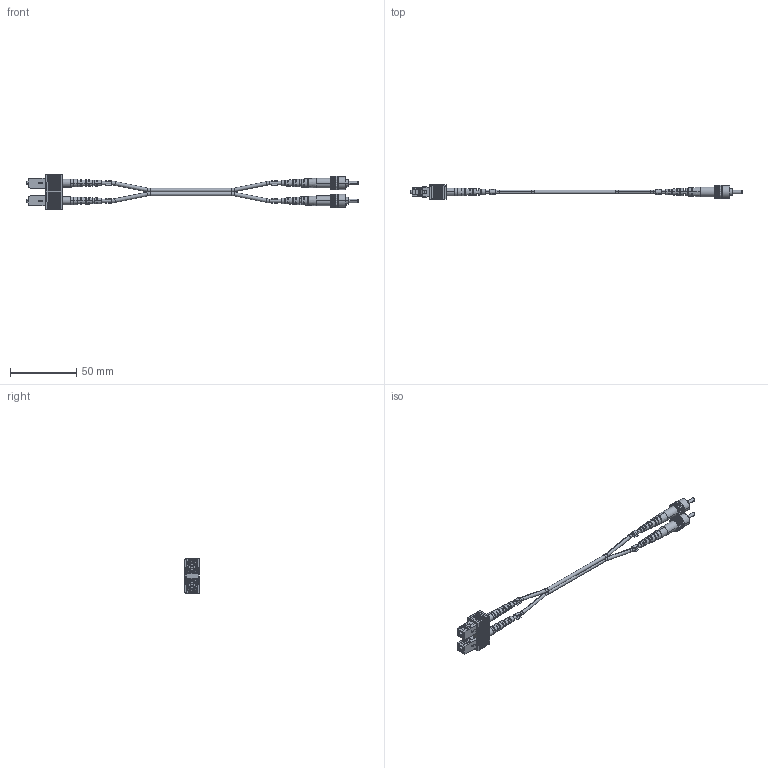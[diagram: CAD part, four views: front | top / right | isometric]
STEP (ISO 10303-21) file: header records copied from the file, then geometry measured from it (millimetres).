
FILE_DESCRIPTION (( 'STEP AP214' ), '1' );
FILE_NAME ('FCA-SCST-DPM2Z_3D.STEP', '2022-02-18T14:39:34', ( '' ), ( '' ), 'SwSTEP 2.0', 'SolidWorks 2021', '' );
FILE_SCHEMA (( 'AUTOMOTIVE_DESIGN' ));
Length unit declared in the file: inch
Products named in the file (18): FOC-001BA-PROD-MA3; 3AA08-005 TOP; FOC-101BA MA6; 1AY07-015; FOC-101BA MA1; FOC-001BA; FBR01001004001; FOC-101BA; FOC-001BA-PROD-MA1; LBL-C3P-B; 3AA08-005 BOTTOM; FOC-101BA MA2; FOC-001BA-PROD-MA2; FBR01004004001-MA1_with SC connectors clipped; FCA-SCST-DPM2Z_3D; FOC-101BA MA3; FOC-101BA MA4; LBL-C3P-A
Assembly tree (21 placements, depth 4):
  FCA-SCST-DPM2Z_3D
    FBR01001004001
      FBR01004004001-MA1_with SC connectors clipped
      FOC-101BA  x2
        FOC-101BA MA2
        FOC-101BA MA1
        FOC-101BA MA4
        FOC-101BA MA3
        FOC-101BA MA6
      1AY07-015
        3AA08-005 BOTTOM
        3AA08-005 TOP
      FOC-001BA  x2
        FOC-001BA-PROD-MA1
        FOC-001BA-PROD-MA3
        FOC-001BA-PROD-MA2
    LBL-C3P-A  x2
    LBL-C3P-B  x2
Bounding box: 250.72 x 10.67 x 25.76 mm (x, y, z)
Volume: 10067.2 mm3; surface area: 20169.1 mm2
Topology: 23 solids, 23 shells, 1383 faces, 3898 edges, 2564 vertices
Faces by surface type: plane 1129, cylinder 159, cone 48, bspline 27, torus 20
Entity records: 34569 total; most frequent: CARTESIAN_POINT 6743, ORIENTED_EDGE 4850, DIRECTION 4412, EDGE_CURVE 2425, VECTOR 1860, LINE 1860, VERTEX_POINT 1592, AXIS2_PLACEMENT_3D 1276
